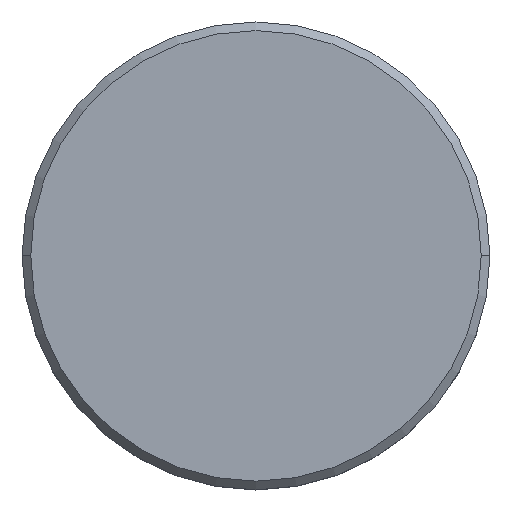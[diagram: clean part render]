
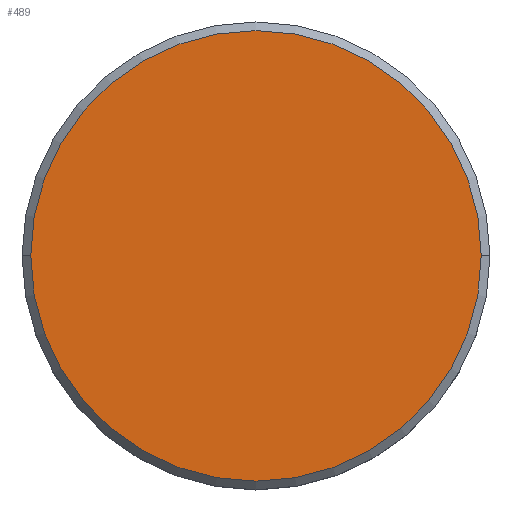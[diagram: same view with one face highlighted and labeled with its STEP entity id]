
A CAD part, top view. The second image highlights one B-rep face of the part: STEP entity #489.
In plain terms, the highlighted planar face has unit normal (0, 0, 1).
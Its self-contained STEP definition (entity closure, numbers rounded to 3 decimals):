
#9 = VERTEX_POINT ( 'NONE', #506 ) ;
#27 = FACE_OUTER_BOUND ( 'NONE', #276, .T. ) ;
#28 = DIRECTION ( 'NONE',  ( 1., 0., 0. ) ) ;
#30 = ORIENTED_EDGE ( 'NONE', *, *, #125, .T. ) ;
#47 = CARTESIAN_POINT ( 'NONE',  ( 0., 0., 0. ) ) ;
#74 = CARTESIAN_POINT ( 'NONE',  ( 0., 0., 0. ) ) ;
#90 = CIRCLE ( 'NONE', #470, 13. ) ;
#123 = PLANE ( 'NONE',  #461 ) ;
#124 = ORIENTED_EDGE ( 'NONE', *, *, #209, .T. ) ;
#125 = EDGE_CURVE ( 'NONE', #9, #566, #397, .T. ) ;
#209 = EDGE_CURVE ( 'NONE', #566, #9, #90, .T. ) ;
#236 = DIRECTION ( 'NONE',  ( 0., 0., 1. ) ) ;
#276 = EDGE_LOOP ( 'NONE', ( #30, #124 ) ) ;
#352 = DIRECTION ( 'NONE',  ( 0., 0., 1. ) ) ;
#363 = DIRECTION ( 'NONE',  ( 1., 0., 0. ) ) ;
#365 = AXIS2_PLACEMENT_3D ( 'NONE', #47, #236, #363 ) ;
#388 = DIRECTION ( 'NONE',  ( 1., 0., 0. ) ) ;
#391 = DIRECTION ( 'NONE',  ( 0., 0., 1. ) ) ;
#397 = CIRCLE ( 'NONE', #365, 13. ) ;
#441 = CARTESIAN_POINT ( 'NONE',  ( 0., 0., 0. ) ) ;
#461 = AXIS2_PLACEMENT_3D ( 'NONE', #441, #391, #388 ) ;
#470 = AXIS2_PLACEMENT_3D ( 'NONE', #74, #352, #28 ) ;
#479 = CARTESIAN_POINT ( 'NONE',  ( 13., 0., 0. ) ) ;
#489 = ADVANCED_FACE ( 'NONE', ( #27 ), #123, .T. ) ;
#506 = CARTESIAN_POINT ( 'NONE',  ( -13., 0., 0. ) ) ;
#566 = VERTEX_POINT ( 'NONE', #479 ) ;
